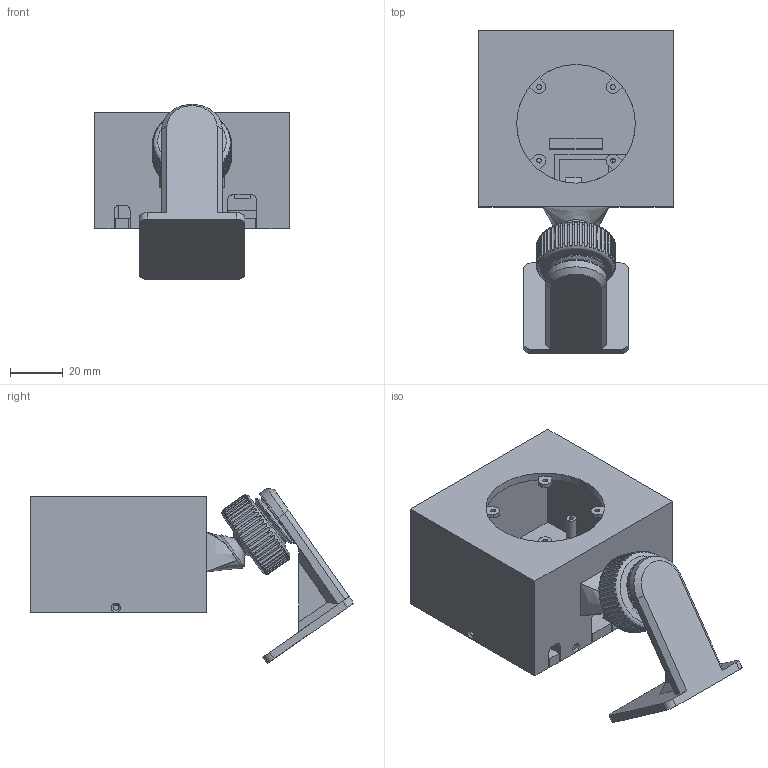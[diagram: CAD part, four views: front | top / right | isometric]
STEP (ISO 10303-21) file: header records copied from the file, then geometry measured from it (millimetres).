
FILE_DESCRIPTION(/* description */ (''),/* implementation_level */ '2;1');
FILE_NAME(/* name */ 'camera v3.step',/* time_stamp */ '2023-11-08T21:49:03Z',/* author */ (''),/* organization */ (''),/* preprocessor_version */ 'ST-DEVELOPER v20',/* originating_system */ 'Autodesk Translation Framework v12.9.0.99',/* authorisation */ '');
FILE_SCHEMA (('AUTOMOTIVE_DESIGN { 1 0 10303 214 3 1 1 }'));
Length unit declared in the file: millimetre
Products named in the file (4): camera; Screw_V3; Ball_v3; Base_V3
Assembly tree (3 placements, depth 2):
  camera
    Screw_V3
    Ball_v3
    Base_V3
Bounding box: 74 x 122.66 x 66.44 mm (x, y, z)
Volume: 87302.5 mm3; surface area: 56389 mm2
Topology: 6 solids, 6 shells, 322 faces, 862 edges, 570 vertices
Faces by surface type: cylinder 164, plane 131, bspline 11, cone 8, torus 4, sphere 4
Full cylindrical faces by diameter (mm): 1.6 x3, 1.7 x2, 1.8 x4, 2 x12, 4 x3, 5 x1, 14.933 x1, 18.337 x2, 19.302 x1, 21.765 x4, 22.639 x2, 23 x2, 45 x1
Entity records: 19263 total; most frequent: CARTESIAN_POINT 11147, ORIENTED_EDGE 1720, DIRECTION 1578, EDGE_CURVE 860, VERTEX_POINT 570, AXIS2_PLACEMENT_3D 559, LINE 460, VECTOR 460
